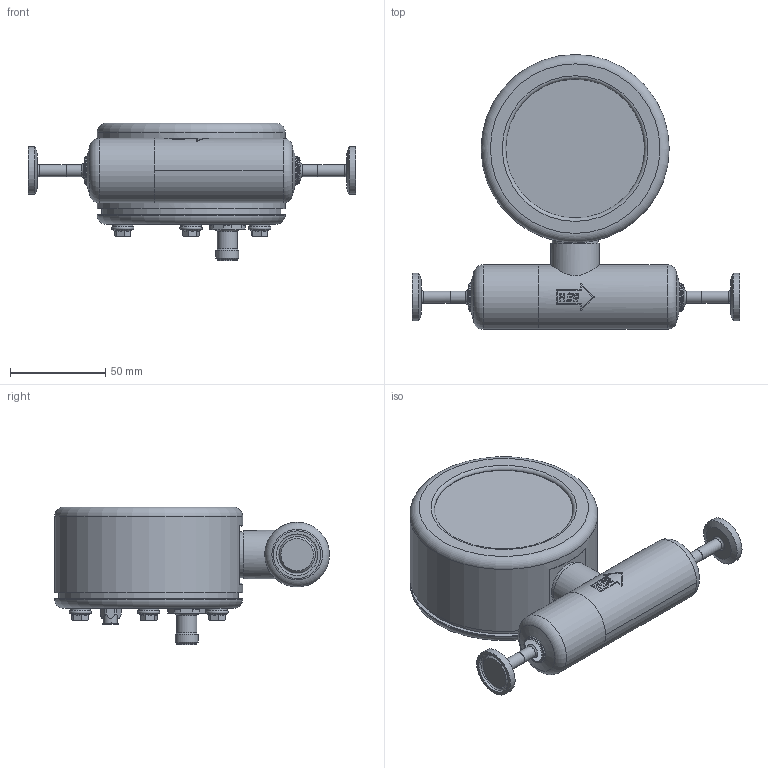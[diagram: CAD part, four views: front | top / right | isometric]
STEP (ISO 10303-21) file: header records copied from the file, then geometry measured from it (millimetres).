
FILE_DESCRIPTION(/* description */ (''),/* implementation_level */ '2;1');
FILE_NAME(/* name */ 'ES-113I-Ann-JJ.stp',/* time_stamp */ '2022-03-15T11:53:54+01:00',/* author */ ('J-Wiggers'),/* organization */ (''),/* preprocessor_version */ 'ST-DEVELOPER v18.1',/* originating_system */ 'Autodesk Inventor 2021',/* authorisation */ '');
FILE_SCHEMA (('AUTOMOTIVE_DESIGN { 1 0 10303 214 3 1 1 }'));
Length unit declared in the file: millimetre
Products named in the file (1): Part11
Bounding box: 172.4 x 144.6 x 72.45 mm (x, y, z)
Volume: 501540.7 mm3; surface area: 55761.2 mm2
Topology: 2 solids, 7 shells, 399 faces, 991 edges, 643 vertices
Faces by surface type: plane 172, cylinder 95, bspline 57, cone 40, torus 27, sphere 8
Full cylindrical faces by diameter (mm): 1 x8, 1.1 x4, 5.6 x1, 6.35 x6, 7.1 x1, 8.25 x1, 10.25 x1, 10.5 x1, 10.7 x4, 12 x1, 13.6 x1, 14.6 x2, 21.8 x2, 24.3 x1, 25 x2, 25.5 x1, 34 x1, 73 x1, 83 x1, 94.4 x1, 99 x1
Entity records: 14339 total; most frequent: CARTESIAN_POINT 4678, ORIENTED_EDGE 1966, DIRECTION 1811, EDGE_CURVE 983, AXIS2_PLACEMENT_3D 714, VERTEX_POINT 643, EDGE_LOOP 446, FACE_OUTER_BOUND 399
